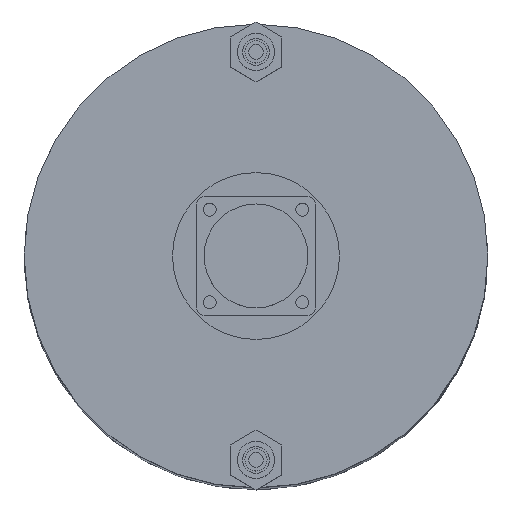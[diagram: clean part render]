
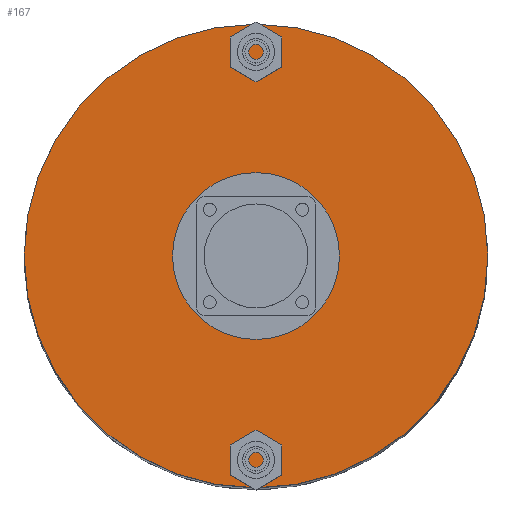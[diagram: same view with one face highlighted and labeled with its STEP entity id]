
A CAD part, top view. The second image highlights one B-rep face of the part: STEP entity #167.
In plain terms, the highlighted planar face has unit normal (0, 0, 1).
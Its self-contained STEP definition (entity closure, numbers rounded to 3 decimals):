
#138 = AXIS2_PLACEMENT_3D ( 'NONE', #2815, #4655, #542 ) ;
#145 = DIRECTION ( 'NONE',  ( 0., 0., 1. ) ) ;
#167 = ADVANCED_FACE ( 'NONE', ( #1010, #4029 ), #2704, .T. ) ;
#515 = EDGE_LOOP ( 'NONE', ( #1198, #3454 ) ) ;
#536 = VERTEX_POINT ( 'NONE', #1460 ) ;
#542 = DIRECTION ( 'NONE',  ( 1., 0., 0. ) ) ;
#728 = DIRECTION ( 'NONE',  ( 0., 0., 1. ) ) ;
#770 = ORIENTED_EDGE ( 'NONE', *, *, #2503, .T. ) ;
#827 = VERTEX_POINT ( 'NONE', #1984 ) ;
#979 = DIRECTION ( 'NONE',  ( 1., 0., 0. ) ) ;
#995 = DIRECTION ( 'NONE',  ( 0., 0., 1. ) ) ;
#1010 = FACE_BOUND ( 'NONE', #515, .T. ) ;
#1103 = DIRECTION ( 'NONE',  ( 1., 0., 0. ) ) ;
#1198 = ORIENTED_EDGE ( 'NONE', *, *, #4476, .F. ) ;
#1460 = CARTESIAN_POINT ( 'NONE',  ( -62.5, 0., 35.5 ) ) ;
#1546 = ORIENTED_EDGE ( 'NONE', *, *, #3316, .T. ) ;
#1577 = AXIS2_PLACEMENT_3D ( 'NONE', #2554, #995, #979 ) ;
#1826 = DIRECTION ( 'NONE',  ( 1., 0., 0. ) ) ;
#1850 = AXIS2_PLACEMENT_3D ( 'NONE', #3463, #145, #3170 ) ;
#1858 = CARTESIAN_POINT ( 'NONE',  ( 0., 0., 35.5 ) ) ;
#1984 = CARTESIAN_POINT ( 'NONE',  ( 22.5, 0., 35.5 ) ) ;
#2165 = CARTESIAN_POINT ( 'NONE',  ( -22.5, 0., 35.5 ) ) ;
#2185 = CARTESIAN_POINT ( 'NONE',  ( 0., 0., 35.5 ) ) ;
#2347 = VERTEX_POINT ( 'NONE', #2165 ) ;
#2429 = CIRCLE ( 'NONE', #138, 22.5 ) ;
#2503 = EDGE_CURVE ( 'NONE', #536, #3662, #3134, .T. ) ;
#2554 = CARTESIAN_POINT ( 'NONE',  ( 0., 0., 35.5 ) ) ;
#2704 = PLANE ( 'NONE',  #1850 ) ;
#2815 = CARTESIAN_POINT ( 'NONE',  ( 0., 0., 35.5 ) ) ;
#3134 = CIRCLE ( 'NONE', #3329, 62.5 ) ;
#3170 = DIRECTION ( 'NONE',  ( 1., 0., 0. ) ) ;
#3308 = DIRECTION ( 'NONE',  ( 0., 0., 1. ) ) ;
#3316 = EDGE_CURVE ( 'NONE', #3662, #536, #4536, .T. ) ;
#3329 = AXIS2_PLACEMENT_3D ( 'NONE', #1858, #728, #1103 ) ;
#3361 = AXIS2_PLACEMENT_3D ( 'NONE', #2185, #3308, #1826 ) ;
#3454 = ORIENTED_EDGE ( 'NONE', *, *, #3600, .F. ) ;
#3463 = CARTESIAN_POINT ( 'NONE',  ( 0., 0., 35.5 ) ) ;
#3600 = EDGE_CURVE ( 'NONE', #827, #2347, #2429, .T. ) ;
#3662 = VERTEX_POINT ( 'NONE', #4296 ) ;
#4029 = FACE_OUTER_BOUND ( 'NONE', #4069, .T. ) ;
#4069 = EDGE_LOOP ( 'NONE', ( #770, #1546 ) ) ;
#4296 = CARTESIAN_POINT ( 'NONE',  ( 62.5, 0., 35.5 ) ) ;
#4476 = EDGE_CURVE ( 'NONE', #2347, #827, #4851, .T. ) ;
#4536 = CIRCLE ( 'NONE', #3361, 62.5 ) ;
#4655 = DIRECTION ( 'NONE',  ( 0., 0., 1. ) ) ;
#4851 = CIRCLE ( 'NONE', #1577, 22.5 ) ;
